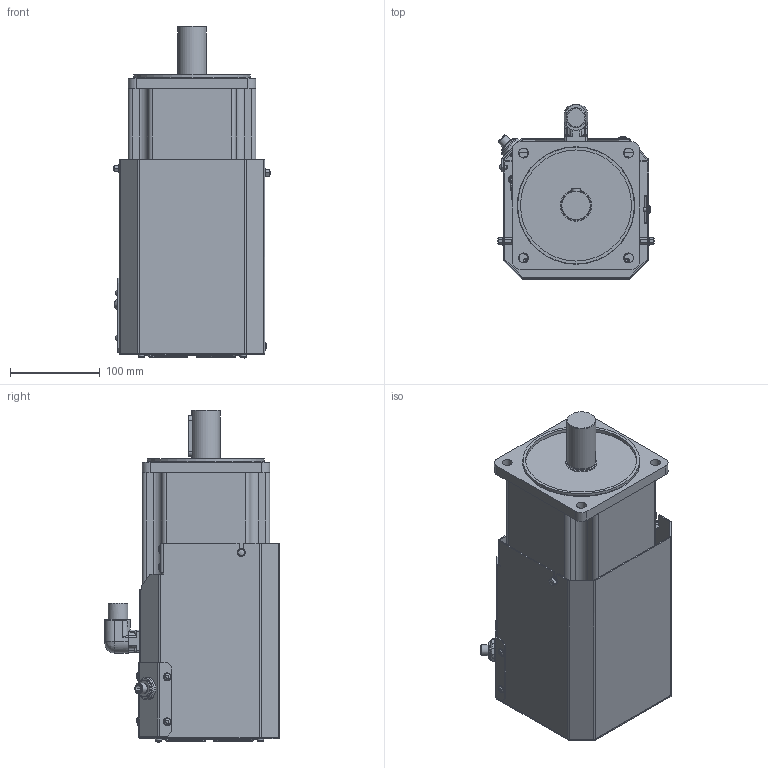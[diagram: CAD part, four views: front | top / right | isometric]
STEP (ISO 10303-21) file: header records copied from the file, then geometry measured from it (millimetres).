
FILE_DESCRIPTION(/* description */ ('M23, gewinkelt, 25x25 für M3, 9-polig'),/* implementation_level */ '2;1');
FILE_NAME(/* name */ 'AM8061-xx1B-xxx0.stp',/* time_stamp */ '2016-11-08T10:29:49+01:00',/* author */ ('JohannesD'),/* organization */ ('FERTIG Motors '),/* preprocessor_version */ 'ST-DEVELOPER v16.1',/* originating_system */ 'Autodesk Inventor 2016',/* authorisation */ '');
FILE_SCHEMA (('CONFIG_CONTROL_DESIGN'));
Length unit declared in the file: millimetre
Products named in the file (5): Intercontec-BEDC091NN00001116000_VM; DIN 6885 - A 10 x 8 x 45; BM140-VM-00; BM140Lüfter-VM; BM140-S-B0_VM_Lüfter_RV2016
Assembly tree (4 placements, depth 2):
  BM140-S-B0_VM_Lüfter_RV2016
    Intercontec-BEDC091NN00001116000_VM
    DIN 6885 - A 10 x 8 x 45
    BM140-VM-00
    BM140Lüfter-VM
Bounding box: 174.51 x 193.92 x 369.56 mm (x, y, z)
Volume: 4863833 mm3; surface area: 535582.7 mm2
Topology: 6 solids, 17 shells, 1612 faces, 4114 edges, 2557 vertices
Faces by surface type: plane 850, cylinder 438, bspline 132, torus 110, cone 56, sphere 26
Full cylindrical faces by diameter (mm): 0.8 x1, 1 x4, 1.8 x4, 2.15 x1, 2.921 x1, 3.242 x2, 3.632 x1, 4 x26, 4.3 x4, 4.5 x8, 4.8 x17, 7 x8, 8.3 x1, 8.85 x9, 9 x4, 10.7 x1, 11 x4, 12 x1, 12.002 x1, 13 x1, 17 x1, 19.1 x1, 20.1 x2, 22 x1, 23 x1, 27 x1, 31 x1, 31.4 x1, 32 x1, 35 x1
Entity records: 49790 total; most frequent: CARTESIAN_POINT 10445, DIRECTION 7778, ORIENTED_EDGE 7586, EDGE_CURVE 3793, AXIS2_PLACEMENT_3D 2813, VERTEX_POINT 2485, LINE 2152, VECTOR 2152
